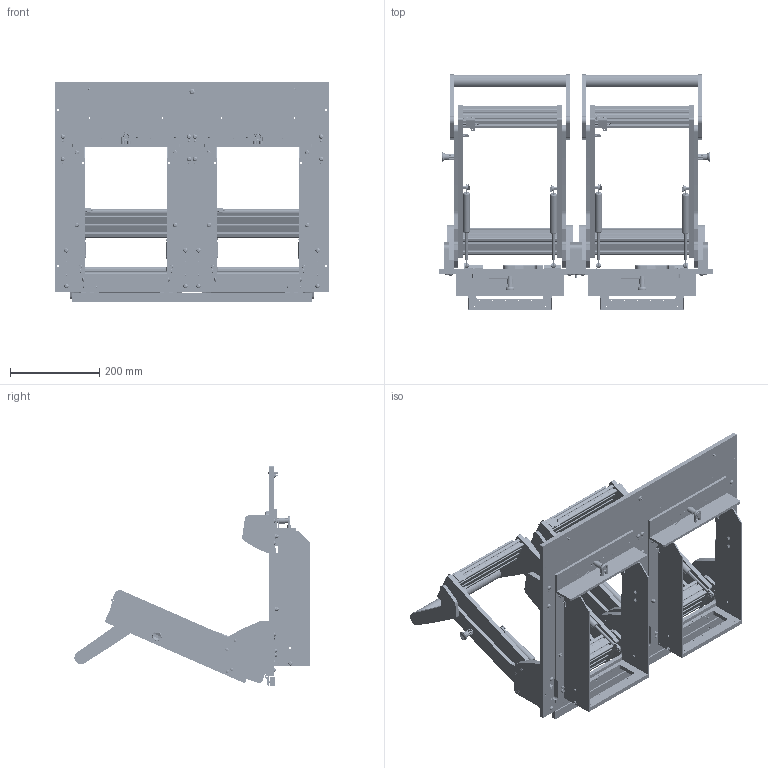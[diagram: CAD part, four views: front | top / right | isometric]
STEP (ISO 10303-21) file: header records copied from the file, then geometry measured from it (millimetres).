
FILE_DESCRIPTION (( 'STEP AP203' ), '1' );
FILE_NAME ('INGUN_43870_open.STEP', '2023-07-10T08:22:47', ( '' ), ( '' ), 'SwSTEP 2.0', 'SolidWorks 2021', '' );
FILE_SCHEMA (( 'CONFIG_CONTROL_DESIGN' ));
Length unit declared in the file: millimetre
Products named in the file (78): 2281~0_180ø<Standard>; 38786~1; 11536~1; K_02038~0; 53031~0_S; 35150~0_S; 2528~0; DIN6325~n_04,0m6x024; 37189~1_S; 30915~0; DIN7991~n_M05,0x020; DIN125~n_05,3 M05,0 Fase; 32578~1_S; 31253~0_S; K_02037~0; DIN7991~n_M03,0x016 VA; 36201~3_S; 109983~1_offen<S>; 43767~4_S; 109986~0_KUNDE<S>; 53828~0_KUNDE<S>; ISO7380~n_M05,0x008; ISO7380~n_M03,0x005; DIN6325~n_04,0m6x016; 111995~2_S; 30955~0_S; 43582~9_KUNDE<S>; 36176~0_S; DIN6325~n_04,0m6x014; 43198~4_KUNDE<S>; 43494~2_KUNDE<S>; 57801~2_S; 109963~0_KUNDE<S>; 43581~6_KUNDE<S>; DIN7991~n_M05,0x016; 114566~0_S; 43495~0_S; DIN6325~n_03,0m6x010; 49317~0; 31109~0 ...
Assembly tree (265 placements, depth 5):
  INGUN_43870_open
    109983~1_offen<S>
      43767~4_S
      2281~0_180ø<Standard>  x3
        2281~0
      32341~6_S
      53031~0_S
      DIN7991~n_M05,0x016  x20
      DIN7991~n_M05,0x020  x12
      DIN125~n_05,3 M05,0 Fase  x8
      DIN985-A2~n_M05,0  x8
      DIN6325~n_04,0m6x024  x2
      DIN6325~n_04,0m6x016  x4
      DIN7991~n_M03,0x016 VA  x4
      DIN912~n_M04,0x012  x2
      DIN6325~n_02,0m6x020  x2
      DIN6325~n_03,0m6x010  x8
      ISO7380~n_M05,0x008  x4
      36175~4_S  x2
      35662~11_S  x2
      35663~9_S  x2
      35649~1_S  x2
      37189~1_S  x2
      31253~0_S  x2
      30955~0_S  x2
      30915~0  x2
      ASR~asr_拱04,2x07x拌8  x4
      2528~0  x4
      31109~0  x2
      114566~0_S  x4
        112087~1_S
          111995~2_S
          112086~2_S
          DIN125~n_05,3 M05,0 Fase
        49317~0
        DIN912~n_M04,0x016
        DIN125~n_04,3 M04,0
        DIN125~n_06,4 M06,0 Fase
      36201~3_S  x2
    109986~0_KUNDE<S>  x2
      43198~4_KUNDE<S>
      43199~2_KUNDE<S>
      34328~1_S
      40571~0_mit Lehre gebohrt<S>
      40569~1_S
      32587~6_S
      35097~0
      36177~2
      35150~0_S
      32724~1
      3521~0_Spring Pin ISO 8752 - 3 x 16 - St
      32578~1_S
      ISO7380~n_M03,0x005
      DIN7991~n_M05,0x020
      57801~2_S
      49317~0
      DIN125~n_06,4 M06,0 Fase
    109963~0_KUNDE<S>  x2
      53829~2_KUNDE<S>
      43579~2_KUNDE<S>
Bounding box: 616 x 527.04 x 492 mm (x, y, z)
Volume: 6177383.2 mm3; surface area: 2348854.5 mm2
Topology: 321 solids, 321 shells, 7402 faces, 18605 edges, 11874 vertices
Faces by surface type: cylinder 3077, plane 2827, cone 1066, bspline 162, torus 142, sphere 128
Entity records: 92207 total; most frequent: CARTESIAN_POINT 15047, DIRECTION 14361, ORIENTED_EDGE 12696, EDGE_CURVE 6348, AXIS2_PLACEMENT_3D 5464, VERTEX_POINT 4104, VECTOR 3433, LINE 3433
